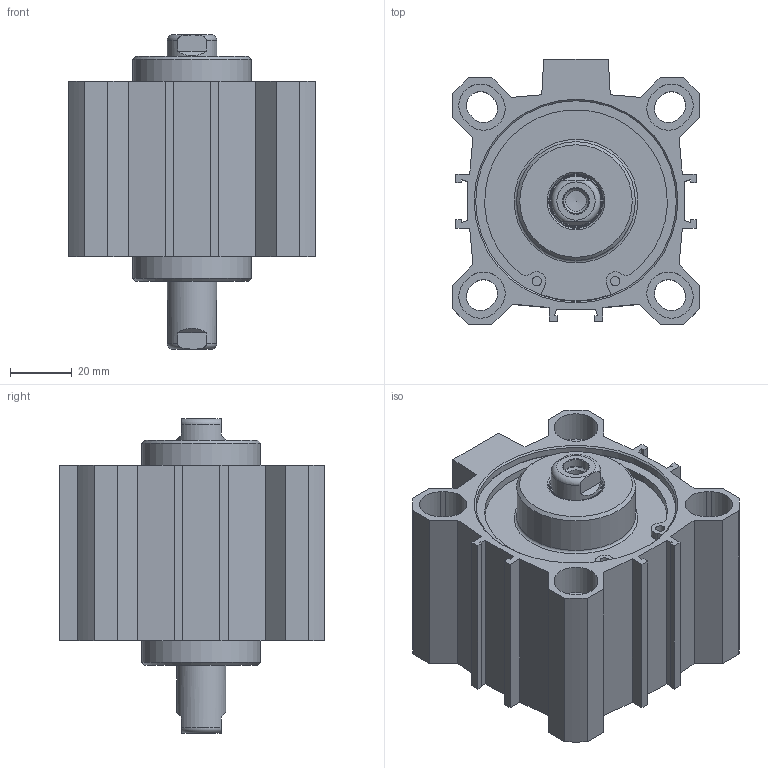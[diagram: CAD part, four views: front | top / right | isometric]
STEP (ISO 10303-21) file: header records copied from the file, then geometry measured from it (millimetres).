
FILE_DESCRIPTION((''),'2;1');
FILE_NAME('FDMP063.015.GS.F.stp','2014-06-10T10:51:58',('carlo.corazza'),(''),'Autodesk Inventor 2012','Autodesk Inventor 2012','');
FILE_SCHEMA(('AUTOMOTIVE_DESIGN { 1 0 10303 214 1 1 1 1 }'));
Length unit declared in the file: millimetre
Products named in the file (4): FDMP063..GS.F; CORPO-015; TA; STELO-015
Assembly tree (5 placements, depth 2):
  FDMP063..GS.F
    CORPO-015
    TA  x2
    STELO-015  x2
Bounding box: 80 x 86 x 102 mm (x, y, z)
Volume: 161977 mm3; surface area: 77971.5 mm2
Topology: 5 solids, 7 shells, 281 faces, 675 edges, 428 vertices
Faces by surface type: plane 138, cylinder 77, cone 50, torus 16
Full cylindrical faces by diameter (mm): 3 x4, 3.2 x2, 6.647 x4, 8.25 x2, 8.566 x2, 16 x2, 16.54 x2, 17.7 x2, 18 x2, 20.32 x2, 20.5 x2, 38.5 x2, 63 x1, 64.7 x4, 65.1 x2, 68.2 x2
Entity records: 6539 total; most frequent: CARTESIAN_POINT 1163, DIRECTION 1064, ORIENTED_EDGE 934, EDGE_CURVE 467, AXIS2_PLACEMENT_3D 380, VERTEX_POINT 335, EDGE_LOOP 312, VECTOR 304
